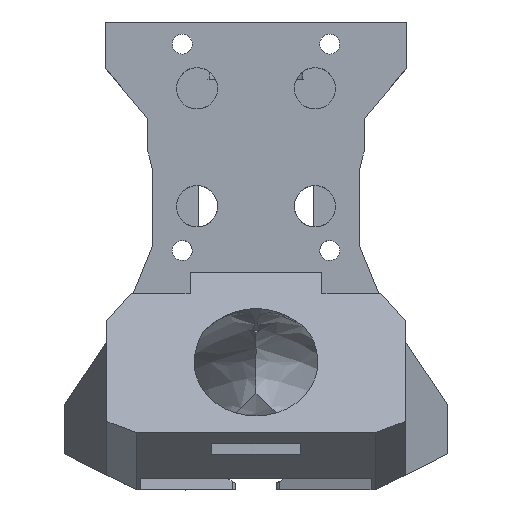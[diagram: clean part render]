
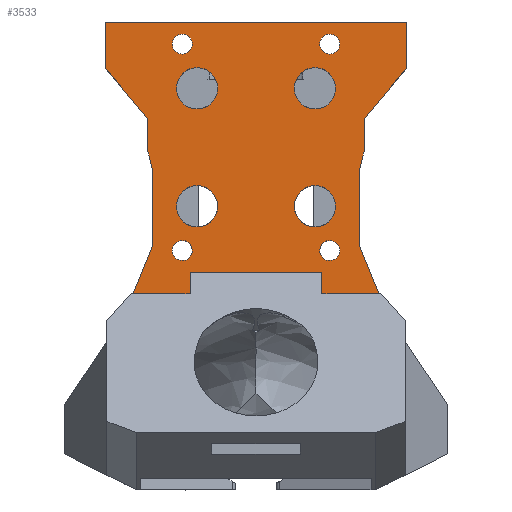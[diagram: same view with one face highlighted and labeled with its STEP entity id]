
A CAD part, front view. The second image highlights one B-rep face of the part: STEP entity #3533.
In plain terms, the highlighted planar face has unit normal (0, -1, 0).
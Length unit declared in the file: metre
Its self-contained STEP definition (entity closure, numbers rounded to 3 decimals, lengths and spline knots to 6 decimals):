
#164=CIRCLE('',#3751,0.0035);
#165=CIRCLE('',#3752,0.0035);
#166=CIRCLE('',#3753,0.0017);
#167=CIRCLE('',#3754,0.0017);
#168=CIRCLE('',#3755,0.0035);
#169=CIRCLE('',#3756,0.0035);
#170=CIRCLE('',#3757,0.0017);
#171=CIRCLE('',#3758,0.0017);
#350=ORIENTED_EDGE('',*,*,#1359,.F.);
#351=ORIENTED_EDGE('',*,*,#1384,.T.);
#352=ORIENTED_EDGE('',*,*,#1385,.F.);
#353=ORIENTED_EDGE('',*,*,#1386,.F.);
#354=ORIENTED_EDGE('',*,*,#1387,.F.);
#355=ORIENTED_EDGE('',*,*,#1388,.F.);
#356=ORIENTED_EDGE('',*,*,#1389,.F.);
#357=ORIENTED_EDGE('',*,*,#1390,.T.);
#358=ORIENTED_EDGE('',*,*,#1391,.T.);
#359=ORIENTED_EDGE('',*,*,#1392,.T.);
#360=ORIENTED_EDGE('',*,*,#1393,.T.);
#361=ORIENTED_EDGE('',*,*,#1394,.F.);
#362=ORIENTED_EDGE('',*,*,#1366,.T.);
#363=ORIENTED_EDGE('',*,*,#1395,.T.);
#364=ORIENTED_EDGE('',*,*,#1396,.F.);
#365=ORIENTED_EDGE('',*,*,#1397,.F.);
#366=ORIENTED_EDGE('',*,*,#1398,.T.);
#367=ORIENTED_EDGE('',*,*,#1399,.T.);
#368=ORIENTED_EDGE('',*,*,#1400,.T.);
#369=ORIENTED_EDGE('',*,*,#1401,.T.);
#370=ORIENTED_EDGE('',*,*,#1402,.F.);
#371=ORIENTED_EDGE('',*,*,#1403,.F.);
#1359=EDGE_CURVE('',#1876,#1878,#2198,.T.);
#1366=EDGE_CURVE('',#1884,#1885,#2204,.T.);
#1384=EDGE_CURVE('',#1876,#1898,#2219,.T.);
#1385=EDGE_CURVE('',#1899,#1898,#2220,.T.);
#1386=EDGE_CURVE('',#1900,#1899,#2221,.T.);
#1387=EDGE_CURVE('',#1901,#1900,#2222,.T.);
#1388=EDGE_CURVE('',#1902,#1901,#2223,.T.);
#1389=EDGE_CURVE('',#1903,#1902,#2224,.T.);
#1390=EDGE_CURVE('',#1903,#1904,#2225,.T.);
#1391=EDGE_CURVE('',#1904,#1905,#2226,.T.);
#1392=EDGE_CURVE('',#1905,#1906,#2227,.T.);
#1393=EDGE_CURVE('',#1906,#1907,#2228,.T.);
#1394=EDGE_CURVE('',#1884,#1907,#2229,.T.);
#1395=EDGE_CURVE('',#1885,#1878,#2230,.T.);
#1396=EDGE_CURVE('',#1908,#1908,#164,.T.);
#1397=EDGE_CURVE('',#1909,#1909,#165,.T.);
#1398=EDGE_CURVE('',#1910,#1910,#166,.T.);
#1399=EDGE_CURVE('',#1911,#1911,#167,.T.);
#1400=EDGE_CURVE('',#1912,#1912,#168,.T.);
#1401=EDGE_CURVE('',#1913,#1913,#169,.T.);
#1402=EDGE_CURVE('',#1914,#1914,#170,.T.);
#1403=EDGE_CURVE('',#1915,#1915,#171,.T.);
#1876=VERTEX_POINT('',#5830);
#1878=VERTEX_POINT('',#5833);
#1884=VERTEX_POINT('',#5850);
#1885=VERTEX_POINT('',#5851);
#1898=VERTEX_POINT('',#5888);
#1899=VERTEX_POINT('',#5890);
#1900=VERTEX_POINT('',#5892);
#1901=VERTEX_POINT('',#5894);
#1902=VERTEX_POINT('',#5896);
#1903=VERTEX_POINT('',#5898);
#1904=VERTEX_POINT('',#5900);
#1905=VERTEX_POINT('',#5902);
#1906=VERTEX_POINT('',#5904);
#1907=VERTEX_POINT('',#5906);
#1908=VERTEX_POINT('',#5910);
#1909=VERTEX_POINT('',#5912);
#1910=VERTEX_POINT('',#5914);
#1911=VERTEX_POINT('',#5916);
#1912=VERTEX_POINT('',#5918);
#1913=VERTEX_POINT('',#5920);
#1914=VERTEX_POINT('',#5922);
#1915=VERTEX_POINT('',#5924);
#2198=LINE('',#5832,#2547);
#2204=LINE('',#5849,#2553);
#2219=LINE('',#5887,#2568);
#2220=LINE('',#5889,#2569);
#2221=LINE('',#5891,#2570);
#2222=LINE('',#5893,#2571);
#2223=LINE('',#5895,#2572);
#2224=LINE('',#5897,#2573);
#2225=LINE('',#5899,#2574);
#2226=LINE('',#5901,#2575);
#2227=LINE('',#5903,#2576);
#2228=LINE('',#5905,#2577);
#2229=LINE('',#5907,#2578);
#2230=LINE('',#5908,#2579);
#2547=VECTOR('',#4098,1.);
#2553=VECTOR('',#4106,1.);
#2568=VECTOR('',#4131,1.);
#2569=VECTOR('',#4132,1.);
#2570=VECTOR('',#4133,1.);
#2571=VECTOR('',#4134,1.);
#2572=VECTOR('',#4135,1.);
#2573=VECTOR('',#4136,1.);
#2574=VECTOR('',#4137,1.);
#2575=VECTOR('',#4138,1.);
#2576=VECTOR('',#4139,1.);
#2577=VECTOR('',#4140,1.);
#2578=VECTOR('',#4141,1.);
#2579=VECTOR('',#4142,1.);
#2871=EDGE_LOOP('',(#350,#351,#352,#353,#354,#355,#356,#357,#358,#359,#360,
#361,#362,#363));
#2872=EDGE_LOOP('',(#364));
#2873=EDGE_LOOP('',(#365));
#2874=EDGE_LOOP('',(#366));
#2875=EDGE_LOOP('',(#367));
#2876=EDGE_LOOP('',(#368));
#2877=EDGE_LOOP('',(#369));
#2878=EDGE_LOOP('',(#370));
#2879=EDGE_LOOP('',(#371));
#3138=FACE_BOUND('',#2871,.T.);
#3139=FACE_BOUND('',#2872,.T.);
#3140=FACE_BOUND('',#2873,.T.);
#3141=FACE_BOUND('',#2874,.T.);
#3142=FACE_BOUND('',#2875,.T.);
#3143=FACE_BOUND('',#2876,.T.);
#3144=FACE_BOUND('',#2877,.T.);
#3145=FACE_BOUND('',#2878,.T.);
#3146=FACE_BOUND('',#2879,.T.);
#3397=PLANE('',#3750);
#3533=ADVANCED_FACE('',(#3138,#3139,#3140,#3141,#3142,#3143,#3144,#3145,
#3146),#3397,.F.);
#3750=AXIS2_PLACEMENT_3D('',#5886,#4129,#4130);
#3751=AXIS2_PLACEMENT_3D('',#5909,#4143,#4144);
#3752=AXIS2_PLACEMENT_3D('',#5911,#4145,#4146);
#3753=AXIS2_PLACEMENT_3D('',#5913,#4147,#4148);
#3754=AXIS2_PLACEMENT_3D('',#5915,#4149,#4150);
#3755=AXIS2_PLACEMENT_3D('',#5917,#4151,#4152);
#3756=AXIS2_PLACEMENT_3D('',#5919,#4153,#4154);
#3757=AXIS2_PLACEMENT_3D('',#5921,#4155,#4156);
#3758=AXIS2_PLACEMENT_3D('',#5923,#4157,#4158);
#4098=DIRECTION('',(0.378,0.,-0.926));
#4106=DIRECTION('',(-0.378,0.,-0.926));
#4129=DIRECTION('',(0.,1.,0.));
#4130=DIRECTION('',(0.,0.,1.));
#4131=DIRECTION('',(0.,0.,1.));
#4132=DIRECTION('',(-0.236,0.,-0.972));
#4133=DIRECTION('',(0.,0.,-1.));
#4134=DIRECTION('',(-0.643,0.,-0.766));
#4135=DIRECTION('',(0.,0.,-1.));
#4136=DIRECTION('',(1.,0.,0.));
#4137=DIRECTION('',(0.,0.,-1.));
#4138=DIRECTION('',(0.643,0.,-0.766));
#4139=DIRECTION('',(0.,0.,-1.));
#4140=DIRECTION('',(0.236,0.,-0.972));
#4141=DIRECTION('',(0.,0.,1.));
#4142=DIRECTION('',(1.,0.,0.));
#4143=DIRECTION('',(0.,-1.,0.));
#4144=DIRECTION('',(0.,0.,-1.));
#4145=DIRECTION('',(0.,-1.,0.));
#4146=DIRECTION('',(0.,0.,-1.));
#4147=DIRECTION('',(0.,1.,0.));
#4148=DIRECTION('',(-1.,0.,0.));
#4149=DIRECTION('',(0.,1.,0.));
#4150=DIRECTION('',(-1.,0.,0.));
#4151=DIRECTION('',(0.,1.,0.));
#4152=DIRECTION('',(0.,0.,-1.));
#4153=DIRECTION('',(0.,1.,0.));
#4154=DIRECTION('',(0.,0.,-1.));
#4155=DIRECTION('',(0.,-1.,0.));
#4156=DIRECTION('',(1.,0.,0.));
#4157=DIRECTION('',(0.,-1.,0.));
#4158=DIRECTION('',(1.,0.,0.));
#5830=CARTESIAN_POINT('',(0.0175,-0.01365,0.043332));
#5832=CARTESIAN_POINT('',(0.023813,-0.01365,0.027869));
#5833=CARTESIAN_POINT('',(0.023274,-0.01365,0.02919));
#5849=CARTESIAN_POINT('',(-0.023813,-0.01365,0.027869));
#5850=CARTESIAN_POINT('',(-0.0175,-0.01365,0.043332));
#5851=CARTESIAN_POINT('',(-0.023274,-0.01365,0.02919));
#5886=CARTESIAN_POINT('',(0.,-0.01365,0.018147));
#5887=CARTESIAN_POINT('',(0.0175,-0.01365,0.018147));
#5888=CARTESIAN_POINT('',(0.0175,-0.01365,0.055865));
#5889=CARTESIAN_POINT('',(0.01795,-0.01365,0.05772));
#5890=CARTESIAN_POINT('',(0.0184,-0.01365,0.059575));
#5891=CARTESIAN_POINT('',(0.0184,-0.01365,0.064575));
#5892=CARTESIAN_POINT('',(0.0184,-0.01365,0.064908));
#5893=CARTESIAN_POINT('',(0.024726,-0.01365,0.072447));
#5894=CARTESIAN_POINT('',(0.0256,-0.01365,0.073489));
#5895=CARTESIAN_POINT('',(0.0256,-0.01365,0.07875));
#5896=CARTESIAN_POINT('',(0.0256,-0.01365,0.08125));
#5897=CARTESIAN_POINT('',(0.012,-0.01365,0.08125));
#5898=CARTESIAN_POINT('',(-0.0256,-0.01365,0.08125));
#5899=CARTESIAN_POINT('',(-0.0256,-0.01365,0.07875));
#5900=CARTESIAN_POINT('',(-0.0256,-0.01365,0.073489));
#5901=CARTESIAN_POINT('',(-0.024726,-0.01365,0.072447));
#5902=CARTESIAN_POINT('',(-0.0184,-0.01365,0.064908));
#5903=CARTESIAN_POINT('',(-0.0184,-0.01365,0.064575));
#5904=CARTESIAN_POINT('',(-0.0184,-0.01365,0.059575));
#5905=CARTESIAN_POINT('',(-0.01795,-0.01365,0.05772));
#5906=CARTESIAN_POINT('',(-0.0175,-0.01365,0.055865));
#5907=CARTESIAN_POINT('',(-0.0175,-0.01365,0.018147));
#5908=CARTESIAN_POINT('',(-0.12414,-0.01365,0.02919));
#5909=CARTESIAN_POINT('',(-0.01,-0.01365,0.05));
#5910=CARTESIAN_POINT('',(-0.01,-0.01365,0.0465));
#5911=CARTESIAN_POINT('',(-0.01,-0.01365,0.07));
#5912=CARTESIAN_POINT('',(-0.01,-0.01365,0.0665));
#5913=CARTESIAN_POINT('',(-0.0125,-0.01365,0.0425));
#5914=CARTESIAN_POINT('',(-0.0142,-0.01365,0.0425));
#5915=CARTESIAN_POINT('',(-0.0125,-0.01365,0.0775));
#5916=CARTESIAN_POINT('',(-0.0142,-0.01365,0.0775));
#5917=CARTESIAN_POINT('',(0.01,-0.01365,0.05));
#5918=CARTESIAN_POINT('',(0.01,-0.01365,0.0465));
#5919=CARTESIAN_POINT('',(0.01,-0.01365,0.07));
#5920=CARTESIAN_POINT('',(0.01,-0.01365,0.0665));
#5921=CARTESIAN_POINT('',(0.0125,-0.01365,0.0425));
#5922=CARTESIAN_POINT('',(0.0142,-0.01365,0.0425));
#5923=CARTESIAN_POINT('',(0.0125,-0.01365,0.0775));
#5924=CARTESIAN_POINT('',(0.0142,-0.01365,0.0775));
